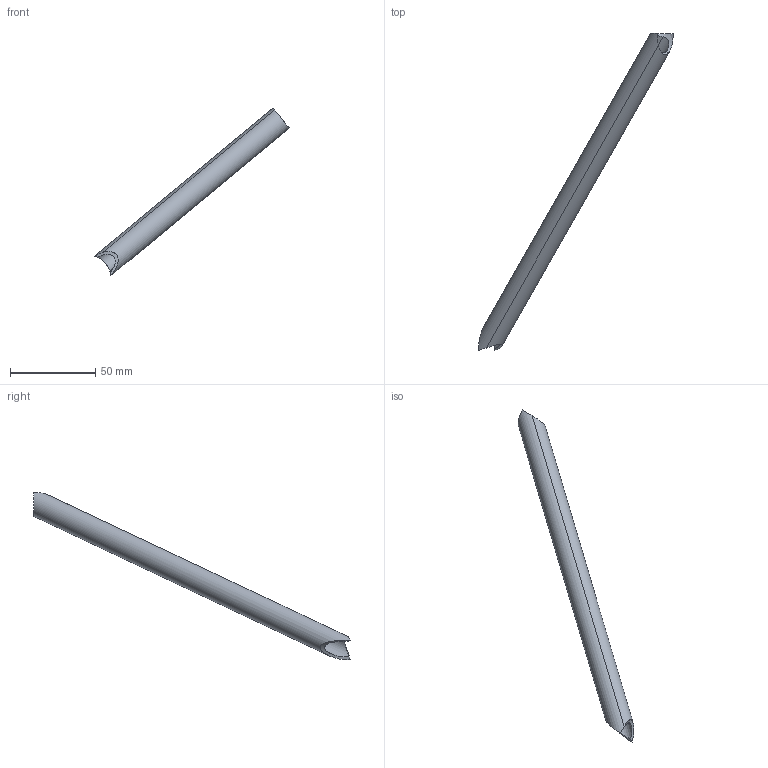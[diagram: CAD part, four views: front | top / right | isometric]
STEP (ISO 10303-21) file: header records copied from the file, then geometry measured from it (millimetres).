
FILE_DESCRIPTION(('CATIA V5 STEP Exchange'),'2;1');
FILE_NAME('86.stp','2023-03-22T18:34:14+00:00',('none'),('none'),'CATIA Version 5 Release 19 SP 2 (IN-10)','CATIA V5 STEP AP203','none');
FILE_SCHEMA(('CONFIG_CONTROL_DESIGN'));
Length unit declared in the file: millimetre
Products named in the file (1): Shape_634
Bounding box: 114.39 x 186.21 x 98.43 mm (x, y, z)
Volume: 13835.2 mm3; surface area: 18671.9 mm2
Topology: 1 solids, 1 shells, 8 faces, 27 edges, 19 vertices
Faces by surface type: cylinder 6, bspline 2
Entity records: 635 total; most frequent: CARTESIAN_POINT 403, ORIENTED_EDGE 54, EDGE_CURVE 27, B_SPLINE_CURVE_WITH_KNOTS 20, VERTEX_POINT 19, DIRECTION 17, AXIS2_PLACEMENT_3D 8, ADVANCED_FACE 8
